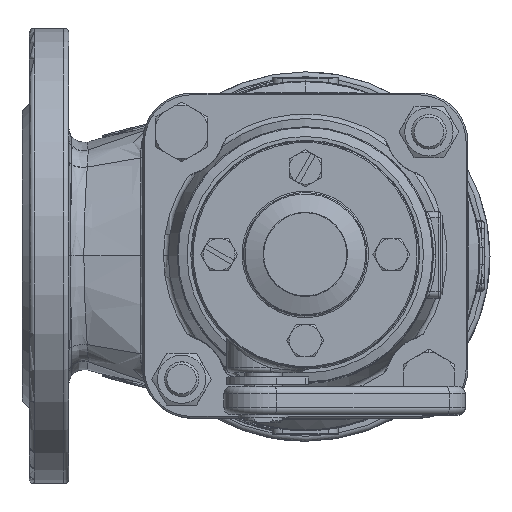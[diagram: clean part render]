
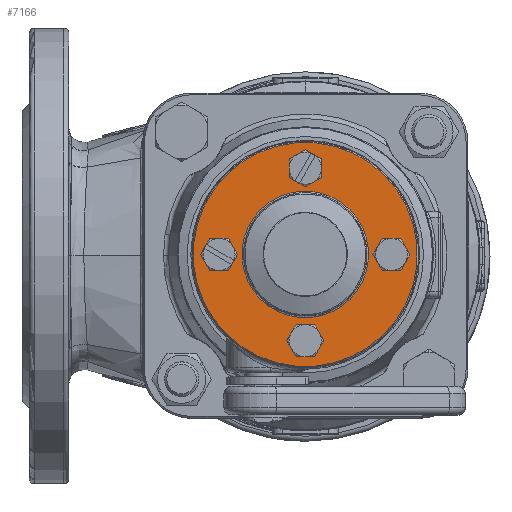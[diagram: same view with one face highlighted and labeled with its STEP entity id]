
A CAD part, top view. The second image highlights one B-rep face of the part: STEP entity #7166.
In plain terms, the highlighted planar face has unit normal (0, 0, 1).
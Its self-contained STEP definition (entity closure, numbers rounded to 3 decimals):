
#6667=CARTESIAN_POINT('',(32.174,32.173,360.5));
#6668=VERTEX_POINT('',#6667);
#6675=CARTESIAN_POINT('',(-32.173,-32.173,360.5));
#6676=VERTEX_POINT('',#6675);
#6677=CARTESIAN_POINT('',(0.,0.,360.5));
#6678=DIRECTION('',(-0.,-0.,1.));
#6679=DIRECTION('',(0.707,0.707,0.));
#6680=AXIS2_PLACEMENT_3D('',#6677,#6678,#6679);
#6681=CIRCLE('',#6680,45.5);
#6682=EDGE_CURVE('NONE',#6676,#6668,#6681,.T.);
#6684=CARTESIAN_POINT('',(0.,0.,360.5));
#6685=DIRECTION('',(-0.,-0.,1.));
#6686=DIRECTION('',(0.707,0.707,0.));
#6687=AXIS2_PLACEMENT_3D('',#6684,#6685,#6686);
#6688=CIRCLE('',#6687,45.5);
#6689=EDGE_CURVE('NONE',#6668,#6676,#6688,.T.);
#6718=CARTESIAN_POINT('',(18.173,18.173,360.5));
#6719=VERTEX_POINT('',#6718);
#6837=CARTESIAN_POINT('',(-18.172,-18.173,360.5));
#6838=VERTEX_POINT('',#6837);
#6839=CARTESIAN_POINT('',(0.,0.,360.5));
#6840=DIRECTION('',(0.,0.,-1.));
#6841=DIRECTION('',(0.707,0.707,0.));
#6842=AXIS2_PLACEMENT_3D('',#6839,#6840,#6841);
#6843=CIRCLE('',#6842,25.7);
#6844=EDGE_CURVE('NONE',#6838,#6719,#6843,.T.);
#6846=CARTESIAN_POINT('',(0.,0.,360.5));
#6847=DIRECTION('',(0.,0.,-1.));
#6848=DIRECTION('',(0.707,0.707,0.));
#6849=AXIS2_PLACEMENT_3D('',#6846,#6847,#6848);
#6850=CIRCLE('',#6849,25.7);
#6851=EDGE_CURVE('NONE',#6719,#6838,#6850,.T.);
#7153=CARTESIAN_POINT('',(-32.527,32.527,360.5));
#7154=DIRECTION('',(0.,0.,-1.));
#7155=DIRECTION('',(0.707,0.707,0.));
#7156=AXIS2_PLACEMENT_3D('',#7153,#7154,#7155);
#7157=PLANE('',#7156);
#7158=ORIENTED_EDGE('',*,*,#6689,.T.);
#7159=ORIENTED_EDGE('',*,*,#6682,.T.);
#7160=EDGE_LOOP('',(#7158,#7159));
#7161=FACE_BOUND('',#7160,.T.);
#7162=ORIENTED_EDGE('',*,*,#6851,.T.);
#7163=ORIENTED_EDGE('',*,*,#6844,.T.);
#7164=EDGE_LOOP('',(#7162,#7163));
#7165=FACE_BOUND('',#7164,.T.);
#7166=ADVANCED_FACE('NONE',(#7161,#7165),#7157,.F.);
